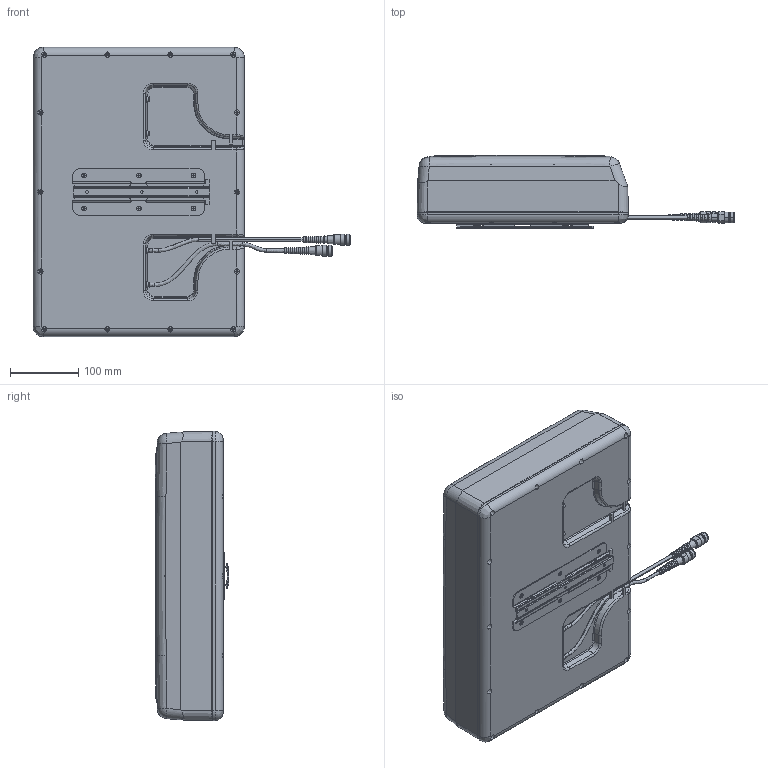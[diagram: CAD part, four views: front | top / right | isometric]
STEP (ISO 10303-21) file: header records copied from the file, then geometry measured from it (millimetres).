
FILE_DESCRIPTION (( 'STEP AP214' ), '1' );
FILE_NAME ('HG65807XPPR-NF_3D.STEP', '2021-04-14T19:11:07', ( '' ), ( '' ), 'SwSTEP 2.0', 'SolidWorks 2020', '' );
FILE_SCHEMA (( 'AUTOMOTIVE_DESIGN' ));
Length unit declared in the file: millimetre
Products named in the file (1): HG65807XPPR-NF_3D
Bounding box: 464.4 x 107.41 x 422.82 mm (x, y, z)
Volume: 2231115.1 mm3; surface area: 872251.5 mm2
Topology: 8 solids, 8 shells, 2054 faces, 5574 edges, 3581 vertices
Faces by surface type: plane 1029, cylinder 530, cone 289, bspline 104, sphere 63, torus 39
Entity records: 73777 total; most frequent: CARTESIAN_POINT 23639, ORIENTED_EDGE 11092, DIRECTION 9702, EDGE_CURVE 5546, VERTEX_POINT 3581, AXIS2_PLACEMENT_3D 3314, VECTOR 3074, LINE 3074
